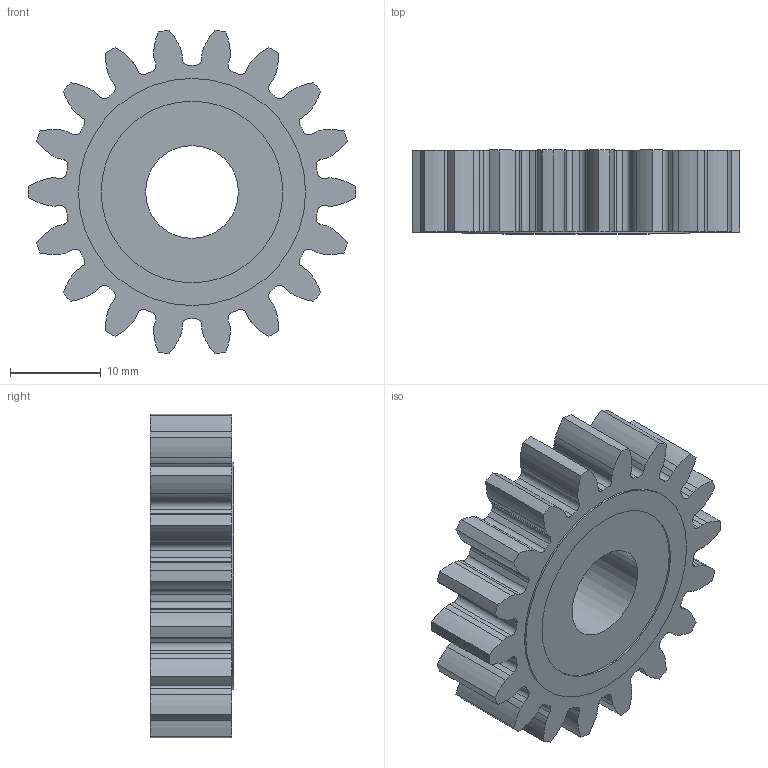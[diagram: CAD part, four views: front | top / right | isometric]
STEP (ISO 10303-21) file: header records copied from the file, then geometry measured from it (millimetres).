
FILE_DESCRIPTION(('FreeCAD Model'),'2;1');
FILE_NAME('Open CASCADE Shape Model','2025-11-17T19:49:25',(''),(''), 'Open CASCADE STEP processor 7.8','FreeCAD','Unknown');
FILE_SCHEMA(('AUTOMOTIVE_DESIGN { 1 0 10303 214 1 1 1 1 }'));
Length unit declared in the file: millimetre
Products named in the file (1): Azplanet1
Bounding box: 36 x 9.2 x 35.65 mm (x, y, z)
Volume: 6543.8 mm3; surface area: 3593.3 mm2
Topology: 1 solids, 1 shells, 187 faces, 549 edges, 366 vertices
Faces by surface type: cylinder 75, extrusion 72, plane 40
Full cylindrical faces by diameter (mm): 10.2 x1, 20 x1, 25 x1
Entity records: 6619 total; most frequent: CARTESIAN_POINT 1751, ORIENTED_EDGE 1098, DIRECTION 859, EDGE_CURVE 549, VERTEX_POINT 366, VECTOR 327, AXIS2_PLACEMENT_3D 266, LINE 255
